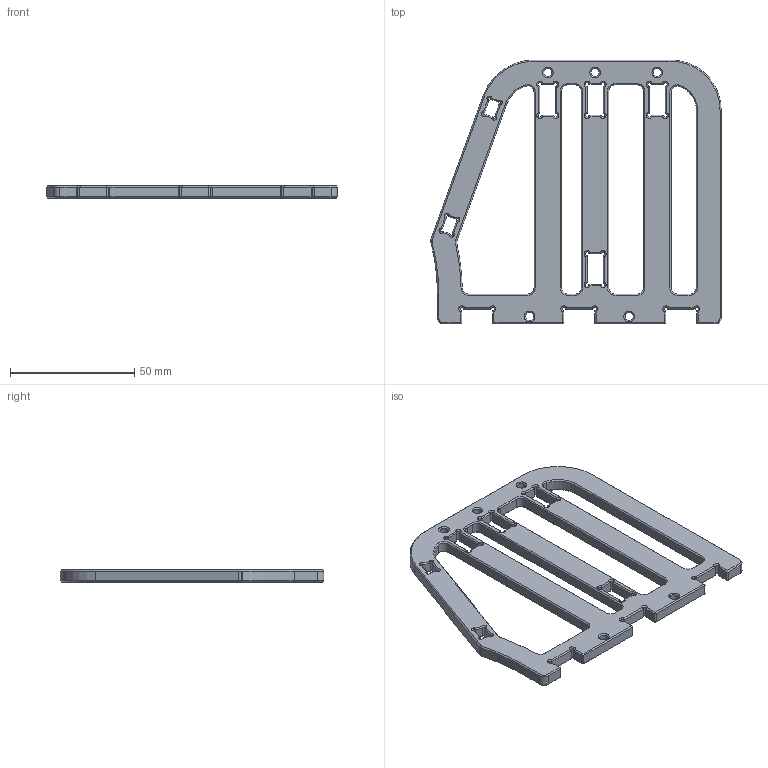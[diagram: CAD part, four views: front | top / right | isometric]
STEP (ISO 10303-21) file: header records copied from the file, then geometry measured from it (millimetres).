
FILE_DESCRIPTION (( 'STEP AP214' ), '1' );
FILE_NAME ('Paddle - Side Plate.STEP', '2026-01-07T21:15:30', ( '' ), ( '' ), 'SwSTEP 2.0', 'SolidWorks 2025', '' );
FILE_SCHEMA (( 'AUTOMOTIVE_DESIGN' ));
Length unit declared in the file: millimetre
Products named in the file (1): Paddle - Side Plate
Bounding box: 116.7 x 106 x 5 mm (x, y, z)
Volume: 29788.6 mm3; surface area: 18684.5 mm2
Topology: 1 solids, 1 shells, 452 faces, 1065 edges, 603 vertices
Faces by surface type: cone 192, plane 167, cylinder 93
Entity records: 12835 total; most frequent: CARTESIAN_POINT 2541, DIRECTION 2206, ORIENTED_EDGE 2106, EDGE_CURVE 1053, AXIS2_PLACEMENT_3D 828, VERTEX_POINT 603, VECTOR 550, LINE 550
